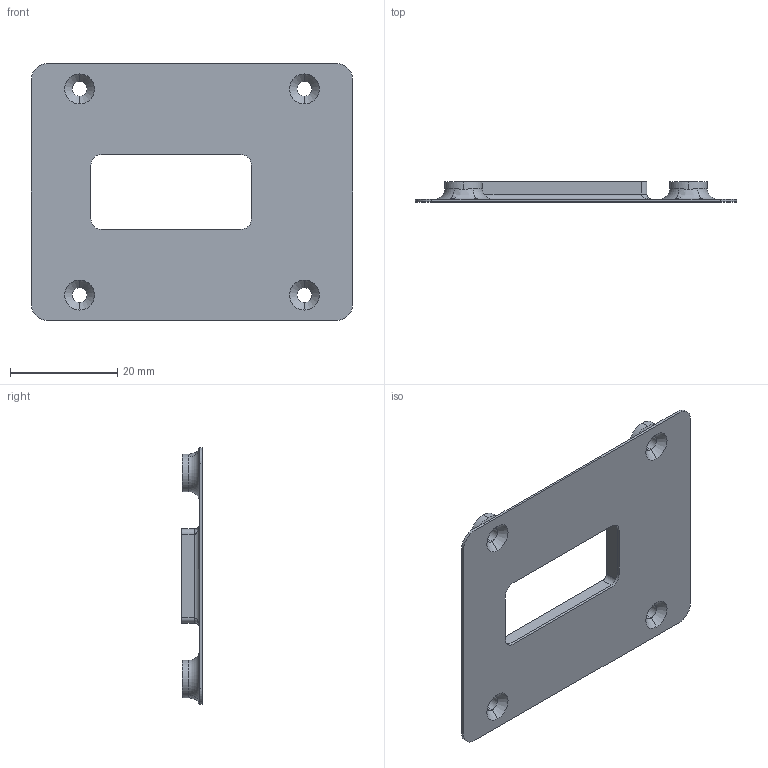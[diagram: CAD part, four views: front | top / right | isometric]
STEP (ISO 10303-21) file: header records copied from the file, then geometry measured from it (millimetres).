
FILE_DESCRIPTION (( 'STEP AP203' ), '1' );
FILE_NAME ('PCB holder.STEP', '2020-07-31T09:45:57', ( '' ), ( '' ), 'SwSTEP 2.0', 'SolidWorks 2018', '' );
FILE_SCHEMA (( 'CONFIG_CONTROL_DESIGN' ));
Length unit declared in the file: millimetre
Products named in the file (1): PCB holder
Bounding box: 60 x 3.81 x 48 mm (x, y, z)
Volume: 2036.5 mm3; surface area: 5940.5 mm2
Topology: 1 solids, 1 shells, 82 faces, 208 edges, 126 vertices
Faces by surface type: cylinder 36, plane 24, cone 8, bspline 8, torus 6
Entity records: 2893 total; most frequent: CARTESIAN_POINT 845, DIRECTION 426, ORIENTED_EDGE 408, EDGE_CURVE 204, AXIS2_PLACEMENT_3D 163, VERTEX_POINT 126, LINE 100, VECTOR 100
